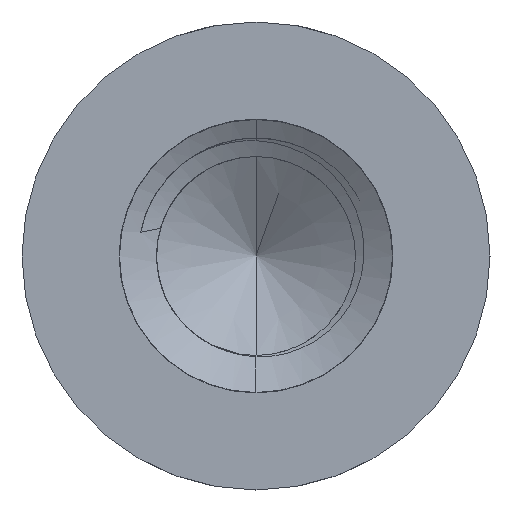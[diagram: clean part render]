
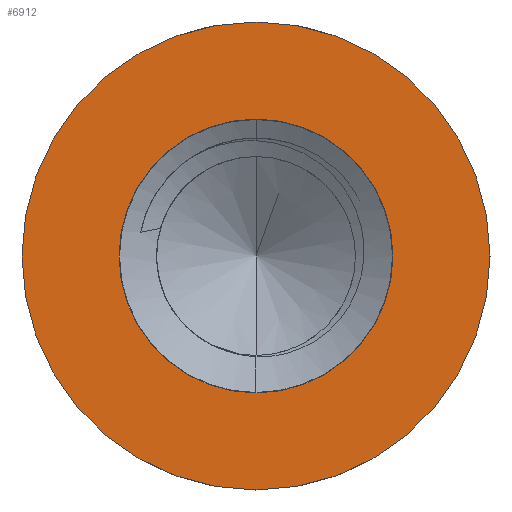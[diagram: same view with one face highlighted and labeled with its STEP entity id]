
A CAD part, left-side view. The second image highlights one B-rep face of the part: STEP entity #6912.
In plain terms, the highlighted planar face has unit normal (-1, 0, 0).
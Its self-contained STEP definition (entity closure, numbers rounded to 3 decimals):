
#201 = DIRECTION ( 'NONE',  ( 0., 0., 1. ) ) ;
#561 = CIRCLE ( 'NONE', #7542, 7.025 ) ;
#773 = EDGE_CURVE ( 'NONE', #7652, #7457, #4196, .T. ) ;
#777 = CARTESIAN_POINT ( 'NONE',  ( 0., 0., 0. ) ) ;
#1288 = CARTESIAN_POINT ( 'NONE',  ( 0., 0., -12. ) ) ;
#1319 = AXIS2_PLACEMENT_3D ( 'NONE', #4365, #3648, #3693 ) ;
#1325 = AXIS2_PLACEMENT_3D ( 'NONE', #5903, #2525, #5721 ) ;
#1468 = ORIENTED_EDGE ( 'NONE', *, *, #4533, .F. ) ;
#1604 = FACE_BOUND ( 'NONE', #2590, .T. ) ;
#2525 = DIRECTION ( 'NONE',  ( -1., 0., 0. ) ) ;
#2590 = EDGE_LOOP ( 'NONE', ( #4409, #1468 ) ) ;
#3206 = DIRECTION ( 'NONE',  ( -1., 0., 0. ) ) ;
#3476 = DIRECTION ( 'NONE',  ( -1., 0., 0. ) ) ;
#3648 = DIRECTION ( 'NONE',  ( 1., 0., 0. ) ) ;
#3693 = DIRECTION ( 'NONE',  ( 0., 0., -1. ) ) ;
#4196 = CIRCLE ( 'NONE', #5232, 12. ) ;
#4365 = CARTESIAN_POINT ( 'NONE',  ( 0., 0., 0. ) ) ;
#4409 = ORIENTED_EDGE ( 'NONE', *, *, #6210, .F. ) ;
#4533 = EDGE_CURVE ( 'NONE', #6725, #8169, #561, .T. ) ;
#4811 = CARTESIAN_POINT ( 'NONE',  ( 0., 0., -7.025 ) ) ;
#4895 = DIRECTION ( 'NONE',  ( 0., 0., 1. ) ) ;
#5105 = EDGE_LOOP ( 'NONE', ( #5833, #6659 ) ) ;
#5182 = CIRCLE ( 'NONE', #1325, 7.025 ) ;
#5232 = AXIS2_PLACEMENT_3D ( 'NONE', #5845, #3206, #8592 ) ;
#5678 = EDGE_CURVE ( 'NONE', #7457, #7652, #6623, .T. ) ;
#5721 = DIRECTION ( 'NONE',  ( 0., 0., 1. ) ) ;
#5833 = ORIENTED_EDGE ( 'NONE', *, *, #773, .T. ) ;
#5845 = CARTESIAN_POINT ( 'NONE',  ( 0., 0., 0. ) ) ;
#5903 = CARTESIAN_POINT ( 'NONE',  ( 0., 0., 0. ) ) ;
#6210 = EDGE_CURVE ( 'NONE', #8169, #6725, #5182, .T. ) ;
#6255 = CARTESIAN_POINT ( 'NONE',  ( 0., 0., 7.025 ) ) ;
#6293 = DIRECTION ( 'NONE',  ( -1., 0., 0. ) ) ;
#6623 = CIRCLE ( 'NONE', #8330, 12. ) ;
#6659 = ORIENTED_EDGE ( 'NONE', *, *, #5678, .T. ) ;
#6725 = VERTEX_POINT ( 'NONE', #4811 ) ;
#6912 = ADVANCED_FACE ( 'NONE', ( #1604, #7145 ), #7881, .F. ) ;
#7145 = FACE_OUTER_BOUND ( 'NONE', #5105, .T. ) ;
#7457 = VERTEX_POINT ( 'NONE', #1288 ) ;
#7542 = AXIS2_PLACEMENT_3D ( 'NONE', #8310, #6293, #4895 ) ;
#7652 = VERTEX_POINT ( 'NONE', #8212 ) ;
#7881 = PLANE ( 'NONE',  #1319 ) ;
#8169 = VERTEX_POINT ( 'NONE', #6255 ) ;
#8212 = CARTESIAN_POINT ( 'NONE',  ( 0., 0., 12. ) ) ;
#8310 = CARTESIAN_POINT ( 'NONE',  ( 0., 0., 0. ) ) ;
#8330 = AXIS2_PLACEMENT_3D ( 'NONE', #777, #3476, #201 ) ;
#8592 = DIRECTION ( 'NONE',  ( 0., 0., 1. ) ) ;
